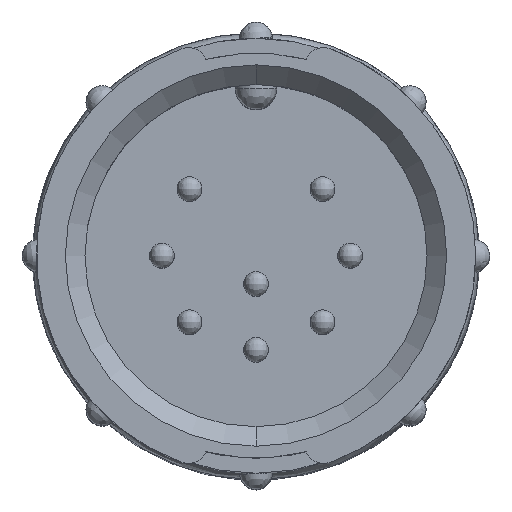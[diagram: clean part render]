
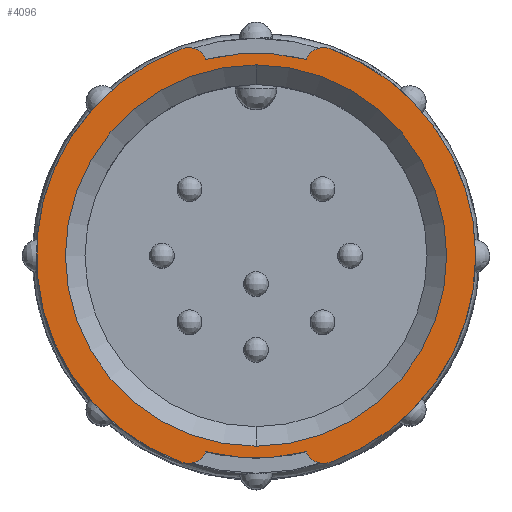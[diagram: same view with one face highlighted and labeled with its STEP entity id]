
A CAD part, top view. The second image highlights one B-rep face of the part: STEP entity #4096.
In plain terms, the highlighted planar face has unit normal (0, 0, 1).
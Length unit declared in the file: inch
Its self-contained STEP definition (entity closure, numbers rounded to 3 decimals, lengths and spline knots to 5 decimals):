
#2 = ORIENTED_EDGE ( 'NONE', *, *, #4408, .F. ) ;
#3 = ORIENTED_EDGE ( 'NONE', *, *, #4204, .F. ) ;
#5 = ORIENTED_EDGE ( 'NONE', *, *, #4161, .F. ) ;
#7 = ORIENTED_EDGE ( 'NONE', *, *, #4151, .F. ) ;
#12 = ORIENTED_EDGE ( 'NONE', *, *, #4092, .F. ) ;
#19 = ORIENTED_EDGE ( 'NONE', *, *, #4158, .F. ) ;
#41 = ORIENTED_EDGE ( 'NONE', *, *, #4424, .F. ) ;
#51 = ORIENTED_EDGE ( 'NONE', *, *, #4208, .F. ) ;
#61 = ORIENTED_EDGE ( 'NONE', *, *, #4249, .F. ) ;
#83 = ORIENTED_EDGE ( 'NONE', *, *, #4529, .F. ) ;
#107 = ORIENTED_EDGE ( 'NONE', *, *, #4153, .F. ) ;
#1144 = CIRCLE ( 'NONE', #7394, 0.35 ) ;
#1397 = DIRECTION ( 'NONE',  ( 0., -1., 0. ) ) ;
#1461 = DIRECTION ( 'NONE',  ( 0., 0., -1. ) ) ;
#1487 = CARTESIAN_POINT ( 'NONE',  ( 0., 0., 0. ) ) ;
#1497 = DIRECTION ( 'NONE',  ( 0., 0., 1. ) ) ;
#1553 = CARTESIAN_POINT ( 'NONE',  ( 0., 0., 0. ) ) ;
#1558 = DIRECTION ( 'NONE',  ( 1., 0., 0. ) ) ;
#2799 = CARTESIAN_POINT ( 'NONE',  ( 0.08, -0.31242, 0. ) ) ;
#2805 = CARTESIAN_POINT ( 'NONE',  ( -0.11796, -0.32952, 0. ) ) ;
#2816 = CARTESIAN_POINT ( 'NONE',  ( -0.11796, 0.32952, 0. ) ) ;
#2821 = CARTESIAN_POINT ( 'NONE',  ( -0.08, -0.31242, 0. ) ) ;
#3328 = CARTESIAN_POINT ( 'NONE',  ( 0., 0., 0. ) ) ;
#3329 = DIRECTION ( 'NONE',  ( 1., 0., 0. ) ) ;
#3330 = DIRECTION ( 'NONE',  ( 0., 0., -1. ) ) ;
#3572 = CARTESIAN_POINT ( 'NONE',  ( 0., 0., 0. ) ) ;
#3573 = DIRECTION ( 'NONE',  ( 0., 0., -1. ) ) ;
#3574 = DIRECTION ( 'NONE',  ( 1., 0., 0. ) ) ;
#4009 = CIRCLE ( 'NONE', #7288, 0.35 ) ;
#4015 = CIRCLE ( 'NONE', #7229, 0.03 ) ;
#4092 = EDGE_CURVE ( 'NONE', #8679, #8349, #4797, .T. ) ;
#4096 = ADVANCED_FACE ( 'NONE', ( #7198, #7201 ), #5457, .F. ) ;
#4151 = EDGE_CURVE ( 'NONE', #8770, #8451, #4656, .T. ) ;
#4153 = EDGE_CURVE ( 'NONE', #8375, #8672, #4015, .T. ) ;
#4158 = EDGE_CURVE ( 'NONE', #8451, #8749, #4631, .T. ) ;
#4161 = EDGE_CURVE ( 'NONE', #8383, #8357, #4557, .T. ) ;
#4197 = CIRCLE ( 'NONE', #7204, 0.3225 ) ;
#4204 = EDGE_CURVE ( 'NONE', #8693, #8700, #4765, .T. ) ;
#4208 = EDGE_CURVE ( 'NONE', #8749, #8679, #4009, .T. ) ;
#4249 = EDGE_CURVE ( 'NONE', #8672, #8770, #4315, .T. ) ;
#4315 = CIRCLE ( 'NONE', #7096, 0.3225 ) ;
#4408 = EDGE_CURVE ( 'NONE', #8700, #8693, #4414, .T. ) ;
#4414 = CIRCLE ( 'NONE', #7317, 0.30375 ) ;
#4424 = EDGE_CURVE ( 'NONE', #8349, #8383, #4197, .T. ) ;
#4529 = EDGE_CURVE ( 'NONE', #8357, #8375, #1144, .T. ) ;
#4557 = CIRCLE ( 'NONE', #7235, 0.03 ) ;
#4631 = CIRCLE ( 'NONE', #7232, 0.35 ) ;
#4656 = CIRCLE ( 'NONE', #7227, 0.03 ) ;
#4765 = CIRCLE ( 'NONE', #7289, 0.30375 ) ;
#4797 = CIRCLE ( 'NONE', #7120, 0.03 ) ;
#5454 = DIRECTION ( 'NONE',  ( -1., 0., 0. ) ) ;
#5455 = DIRECTION ( 'NONE',  ( 0., 0., -1. ) ) ;
#5456 = CARTESIAN_POINT ( 'NONE',  ( 0., 0.30375, 0. ) ) ;
#5457 = PLANE ( 'NONE',  #7193 ) ;
#5470 = DIRECTION ( 'NONE',  ( 1., 0., 0. ) ) ;
#5471 = DIRECTION ( 'NONE',  ( 0., 0., -1. ) ) ;
#5472 = CARTESIAN_POINT ( 'NONE',  ( 0.10785, -0.30128, 0. ) ) ;
#7096 = AXIS2_PLACEMENT_3D ( 'NONE', #3328, #3330, #3329 ) ;
#7120 = AXIS2_PLACEMENT_3D ( 'NONE', #5472, #5471, #5470 ) ;
#7193 = AXIS2_PLACEMENT_3D ( 'NONE', #5456, #5455, #5454 ) ;
#7198 = FACE_BOUND ( 'NONE', #9238, .T. ) ;
#7201 = FACE_OUTER_BOUND ( 'NONE', #9226, .T. ) ;
#7204 = AXIS2_PLACEMENT_3D ( 'NONE', #1553, #1461, #1558 ) ;
#7227 = AXIS2_PLACEMENT_3D ( 'NONE', #8050, #8049, #8048 ) ;
#7229 = AXIS2_PLACEMENT_3D ( 'NONE', #8039, #8038, #8037 ) ;
#7232 = AXIS2_PLACEMENT_3D ( 'NONE', #7992, #7990, #7989 ) ;
#7235 = AXIS2_PLACEMENT_3D ( 'NONE', #7977, #7975, #7974 ) ;
#7288 = AXIS2_PLACEMENT_3D ( 'NONE', #7971, #7899, #7887 ) ;
#7289 = AXIS2_PLACEMENT_3D ( 'NONE', #7764, #7763, #7762 ) ;
#7317 = AXIS2_PLACEMENT_3D ( 'NONE', #1487, #1497, #1397 ) ;
#7394 = AXIS2_PLACEMENT_3D ( 'NONE', #3572, #3573, #3574 ) ;
#7762 = DIRECTION ( 'NONE',  ( 0., -1., 0. ) ) ;
#7763 = DIRECTION ( 'NONE',  ( 0., 0., 1. ) ) ;
#7764 = CARTESIAN_POINT ( 'NONE',  ( 0., 0., 0. ) ) ;
#7887 = DIRECTION ( 'NONE',  ( 1., 0., 0. ) ) ;
#7899 = DIRECTION ( 'NONE',  ( 0., 0., -1. ) ) ;
#7971 = CARTESIAN_POINT ( 'NONE',  ( 0., 0., 0. ) ) ;
#7974 = DIRECTION ( 'NONE',  ( 1., 0., 0. ) ) ;
#7975 = DIRECTION ( 'NONE',  ( 0., 0., -1. ) ) ;
#7977 = CARTESIAN_POINT ( 'NONE',  ( -0.10785, -0.30128, 0. ) ) ;
#7989 = DIRECTION ( 'NONE',  ( 1., 0., 0. ) ) ;
#7990 = DIRECTION ( 'NONE',  ( 0., 0., -1. ) ) ;
#7992 = CARTESIAN_POINT ( 'NONE',  ( 0., 0., 0. ) ) ;
#8037 = DIRECTION ( 'NONE',  ( 1., 0., 0. ) ) ;
#8038 = DIRECTION ( 'NONE',  ( 0., 0., -1. ) ) ;
#8039 = CARTESIAN_POINT ( 'NONE',  ( -0.10785, 0.30128, 0. ) ) ;
#8048 = DIRECTION ( 'NONE',  ( 1., 0., 0. ) ) ;
#8049 = DIRECTION ( 'NONE',  ( 0., 0., -1. ) ) ;
#8050 = CARTESIAN_POINT ( 'NONE',  ( 0.10785, 0.30128, 0. ) ) ;
#8349 = VERTEX_POINT ( 'NONE', #2799 ) ;
#8357 = VERTEX_POINT ( 'NONE', #2805 ) ;
#8375 = VERTEX_POINT ( 'NONE', #2816 ) ;
#8383 = VERTEX_POINT ( 'NONE', #2821 ) ;
#8451 = VERTEX_POINT ( 'NONE', #9554 ) ;
#8672 = VERTEX_POINT ( 'NONE', #9684 ) ;
#8679 = VERTEX_POINT ( 'NONE', #9687 ) ;
#8693 = VERTEX_POINT ( 'NONE', #9696 ) ;
#8700 = VERTEX_POINT ( 'NONE', #9700 ) ;
#8749 = VERTEX_POINT ( 'NONE', #9729 ) ;
#8770 = VERTEX_POINT ( 'NONE', #9745 ) ;
#9226 = EDGE_LOOP ( 'NONE', ( #5, #41, #12, #51, #19, #7, #61, #107, #83 ) ) ;
#9238 = EDGE_LOOP ( 'NONE', ( #2, #3 ) ) ;
#9554 = CARTESIAN_POINT ( 'NONE',  ( 0.11796, 0.32952, 0. ) ) ;
#9684 = CARTESIAN_POINT ( 'NONE',  ( -0.08, 0.31242, 0. ) ) ;
#9687 = CARTESIAN_POINT ( 'NONE',  ( 0.11796, -0.32952, 0. ) ) ;
#9696 = CARTESIAN_POINT ( 'NONE',  ( 0., 0.30375, 0. ) ) ;
#9700 = CARTESIAN_POINT ( 'NONE',  ( 0., -0.30375, 0. ) ) ;
#9729 = CARTESIAN_POINT ( 'NONE',  ( 0.35, 0., 0. ) ) ;
#9745 = CARTESIAN_POINT ( 'NONE',  ( 0.08, 0.31242, 0. ) ) ;
